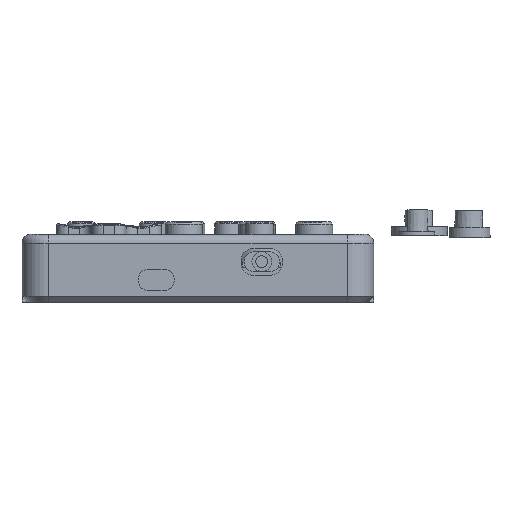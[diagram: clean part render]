
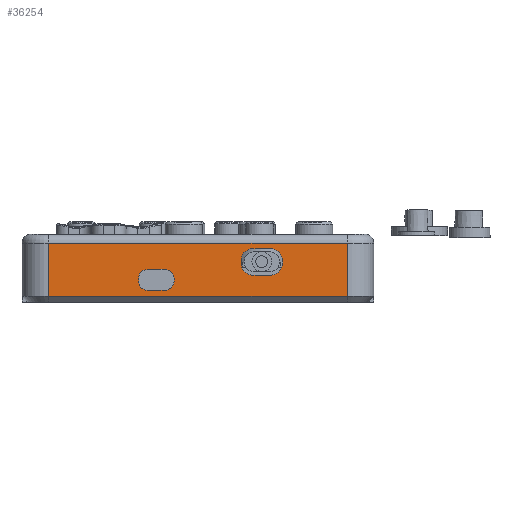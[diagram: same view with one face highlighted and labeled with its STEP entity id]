
A CAD part, front view. The second image highlights one B-rep face of the part: STEP entity #36254.
In plain terms, the highlighted planar face has unit normal (0, -1, 0).
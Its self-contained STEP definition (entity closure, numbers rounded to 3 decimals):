
#2422=FACE_BOUND('',#7237,.T.);
#2423=FACE_BOUND('',#7238,.T.);
#3321=CIRCLE('',#39350,3.);
#3322=CIRCLE('',#39351,3.);
#3323=CIRCLE('',#39352,3.);
#3324=CIRCLE('',#39353,3.);
#3325=CIRCLE('',#39354,4.);
#3326=CIRCLE('',#39355,4.);
#3327=CIRCLE('',#39356,4.);
#3328=CIRCLE('',#39357,4.);
#5053=FACE_OUTER_BOUND('',#7236,.T.);
#7236=EDGE_LOOP('',(#30786,#30787,#30788,#30789));
#7237=EDGE_LOOP('',(#30790,#30791,#30792,#30793,#30794,#30795,#30796,#30797));
#7238=EDGE_LOOP('',(#30798,#30799,#30800,#30801,#30802,#30803,#30804,#30805));
#10225=LINE('',#65187,#13587);
#10226=LINE('',#65189,#13588);
#10227=LINE('',#65191,#13589);
#10228=LINE('',#65192,#13590);
#10229=LINE('',#65197,#13591);
#10230=LINE('',#65201,#13592);
#10231=LINE('',#65205,#13593);
#10232=LINE('',#65208,#13594);
#10233=LINE('',#65211,#13595);
#10234=LINE('',#65215,#13596);
#10235=LINE('',#65219,#13597);
#10236=LINE('',#65223,#13598);
#13587=VECTOR('',#46812,1000.);
#13588=VECTOR('',#46813,1000.);
#13589=VECTOR('',#46814,1000.);
#13590=VECTOR('',#46815,1000.);
#13591=VECTOR('',#46818,1000.);
#13592=VECTOR('',#46821,1000.);
#13593=VECTOR('',#46824,1000.);
#13594=VECTOR('',#46827,1000.);
#13595=VECTOR('',#46828,1000.);
#13596=VECTOR('',#46831,1000.);
#13597=VECTOR('',#46834,1000.);
#13598=VECTOR('',#46837,1000.);
#17144=VERTEX_POINT('',#65185);
#17145=VERTEX_POINT('',#65186);
#17146=VERTEX_POINT('',#65188);
#17147=VERTEX_POINT('',#65190);
#17148=VERTEX_POINT('',#65193);
#17149=VERTEX_POINT('',#65194);
#17150=VERTEX_POINT('',#65196);
#17151=VERTEX_POINT('',#65198);
#17152=VERTEX_POINT('',#65200);
#17153=VERTEX_POINT('',#65202);
#17154=VERTEX_POINT('',#65204);
#17155=VERTEX_POINT('',#65206);
#17156=VERTEX_POINT('',#65209);
#17157=VERTEX_POINT('',#65210);
#17158=VERTEX_POINT('',#65212);
#17159=VERTEX_POINT('',#65214);
#17160=VERTEX_POINT('',#65216);
#17161=VERTEX_POINT('',#65218);
#17162=VERTEX_POINT('',#65220);
#17163=VERTEX_POINT('',#65222);
#21835=EDGE_CURVE('',#17144,#17145,#10225,.T.);
#21836=EDGE_CURVE('',#17145,#17146,#10226,.F.);
#21837=EDGE_CURVE('',#17147,#17146,#10227,.T.);
#21838=EDGE_CURVE('',#17147,#17144,#10228,.T.);
#21839=EDGE_CURVE('',#17148,#17149,#3321,.T.);
#21840=EDGE_CURVE('',#17148,#17150,#10229,.T.);
#21841=EDGE_CURVE('',#17151,#17150,#3322,.T.);
#21842=EDGE_CURVE('',#17151,#17152,#10230,.T.);
#21843=EDGE_CURVE('',#17153,#17152,#3323,.T.);
#21844=EDGE_CURVE('',#17154,#17153,#10231,.T.);
#21845=EDGE_CURVE('',#17155,#17154,#3324,.T.);
#21846=EDGE_CURVE('',#17149,#17155,#10232,.T.);
#21847=EDGE_CURVE('',#17156,#17157,#10233,.T.);
#21848=EDGE_CURVE('',#17158,#17156,#3325,.T.);
#21849=EDGE_CURVE('',#17159,#17158,#10234,.T.);
#21850=EDGE_CURVE('',#17160,#17159,#3326,.T.);
#21851=EDGE_CURVE('',#17160,#17161,#10235,.T.);
#21852=EDGE_CURVE('',#17162,#17161,#3327,.T.);
#21853=EDGE_CURVE('',#17162,#17163,#10236,.T.);
#21854=EDGE_CURVE('',#17157,#17163,#3328,.T.);
#30786=ORIENTED_EDGE('',*,*,#21835,.T.);
#30787=ORIENTED_EDGE('',*,*,#21836,.T.);
#30788=ORIENTED_EDGE('',*,*,#21837,.F.);
#30789=ORIENTED_EDGE('',*,*,#21838,.T.);
#30790=ORIENTED_EDGE('',*,*,#21839,.F.);
#30791=ORIENTED_EDGE('',*,*,#21840,.T.);
#30792=ORIENTED_EDGE('',*,*,#21841,.F.);
#30793=ORIENTED_EDGE('',*,*,#21842,.T.);
#30794=ORIENTED_EDGE('',*,*,#21843,.F.);
#30795=ORIENTED_EDGE('',*,*,#21844,.F.);
#30796=ORIENTED_EDGE('',*,*,#21845,.F.);
#30797=ORIENTED_EDGE('',*,*,#21846,.F.);
#30798=ORIENTED_EDGE('',*,*,#21847,.F.);
#30799=ORIENTED_EDGE('',*,*,#21848,.F.);
#30800=ORIENTED_EDGE('',*,*,#21849,.F.);
#30801=ORIENTED_EDGE('',*,*,#21850,.F.);
#30802=ORIENTED_EDGE('',*,*,#21851,.T.);
#30803=ORIENTED_EDGE('',*,*,#21852,.F.);
#30804=ORIENTED_EDGE('',*,*,#21853,.T.);
#30805=ORIENTED_EDGE('',*,*,#21854,.F.);
#34436=PLANE('',#39349);
#36254=ADVANCED_FACE('',(#5053,#2422,#2423),#34436,.T.);
#39349=AXIS2_PLACEMENT_3D('',#65184,#46810,#46811);
#39350=AXIS2_PLACEMENT_3D('',#65195,#46816,#46817);
#39351=AXIS2_PLACEMENT_3D('',#65199,#46819,#46820);
#39352=AXIS2_PLACEMENT_3D('',#65203,#46822,#46823);
#39353=AXIS2_PLACEMENT_3D('',#65207,#46825,#46826);
#39354=AXIS2_PLACEMENT_3D('',#65213,#46829,#46830);
#39355=AXIS2_PLACEMENT_3D('',#65217,#46832,#46833);
#39356=AXIS2_PLACEMENT_3D('',#65221,#46835,#46836);
#39357=AXIS2_PLACEMENT_3D('',#65224,#46838,#46839);
#46810=DIRECTION('center_axis',(0.,-1.,0.));
#46811=DIRECTION('ref_axis',(0.,0.,
-1.));
#46812=DIRECTION('',(0.,0.,1.));
#46813=DIRECTION('',(1.,0.,0.));
#46814=DIRECTION('',(0.,0.,1.));
#46815=DIRECTION('',(1.,0.,0.));
#46816=DIRECTION('center_axis',(0.,-1.,0.));
#46817=DIRECTION('ref_axis',(1.,0.,0.));
#46818=DIRECTION('',(0.,0.,1.));
#46819=DIRECTION('center_axis',(0.,-1.,0.));
#46820=DIRECTION('ref_axis',(1.,0.,0.));
#46821=DIRECTION('',(1.,0.,0.));
#46822=DIRECTION('center_axis',(0.,-1.,0.));
#46823=DIRECTION('ref_axis',(1.,0.,0.));
#46824=DIRECTION('',(0.,0.,1.));
#46825=DIRECTION('center_axis',(0.,-1.,0.));
#46826=DIRECTION('ref_axis',(1.,0.,0.));
#46827=DIRECTION('',(1.,0.,0.));
#46828=DIRECTION('',(0.,0.,1.));
#46829=DIRECTION('center_axis',(0.,-1.,0.));
#46830=DIRECTION('ref_axis',(1.,0.,0.));
#46831=DIRECTION('',(1.,0.,0.));
#46832=DIRECTION('center_axis',(0.,-1.,0.));
#46833=DIRECTION('ref_axis',(1.,0.,0.));
#46834=DIRECTION('',(0.,0.,1.));
#46835=DIRECTION('center_axis',(0.,-1.,0.));
#46836=DIRECTION('ref_axis',(1.,0.,0.));
#46837=DIRECTION('',(1.,0.,0.));
#46838=DIRECTION('center_axis',(0.,-1.,0.));
#46839=DIRECTION('ref_axis',(1.,0.,0.));
#65184=CARTESIAN_POINT('Origin',(-50.5,-58.,-18.));
#65185=CARTESIAN_POINT('',(50.5,-58.,-21.));
#65186=CARTESIAN_POINT('',(50.5,-58.,-3.));
#65187=CARTESIAN_POINT('',(50.5,-58.,-18.));
#65188=CARTESIAN_POINT('',(-50.5,-58.,-3.));
#65189=CARTESIAN_POINT('',(-50.5,-58.,-3.));
#65190=CARTESIAN_POINT('',(-50.5,-58.,-21.));
#65191=CARTESIAN_POINT('',(-50.5,-58.,-18.));
#65192=CARTESIAN_POINT('',(-50.5,-58.,-21.));
#65193=CARTESIAN_POINT('',(-20.073,-58.,-15.928));
#65194=CARTESIAN_POINT('',(-17.073,-58.,-18.928));
#65195=CARTESIAN_POINT('Origin',(-17.073,-58.,-15.928));
#65196=CARTESIAN_POINT('',(-20.073,-58.,-14.928));
#65197=CARTESIAN_POINT('',(-20.073,-58.,-15.428));
#65198=CARTESIAN_POINT('',(-17.073,-58.,-11.928));
#65199=CARTESIAN_POINT('Origin',(-17.073,-58.,-14.928));
#65200=CARTESIAN_POINT('',(-11.073,-58.,-11.928));
#65201=CARTESIAN_POINT('',(-14.073,-58.,-11.928));
#65202=CARTESIAN_POINT('',(-8.073,-58.,-14.928));
#65203=CARTESIAN_POINT('Origin',(-11.073,-58.,-14.928));
#65204=CARTESIAN_POINT('',(-8.073,-58.,-15.928));
#65205=CARTESIAN_POINT('',(-8.073,-58.,-15.428));
#65206=CARTESIAN_POINT('',(-11.073,-58.,-18.928));
#65207=CARTESIAN_POINT('Origin',(-11.073,-58.,-15.928));
#65208=CARTESIAN_POINT('',(-14.073,-58.,-18.928));
#65209=CARTESIAN_POINT('',(28.625,-58.,-9.857));
#65210=CARTESIAN_POINT('',(28.625,-58.,-8.857));
#65211=CARTESIAN_POINT('',(28.625,-58.,-9.357));
#65212=CARTESIAN_POINT('',(24.625,-58.,-13.857));
#65213=CARTESIAN_POINT('Origin',(24.625,-58.,-9.857));
#65214=CARTESIAN_POINT('',(18.625,-58.,-13.857));
#65215=CARTESIAN_POINT('',(21.625,-58.,-13.857));
#65216=CARTESIAN_POINT('',(14.625,-58.,-9.857));
#65217=CARTESIAN_POINT('Origin',(18.625,-58.,-9.857));
#65218=CARTESIAN_POINT('',(14.625,-58.,-8.857));
#65219=CARTESIAN_POINT('',(14.625,-58.,-9.357));
#65220=CARTESIAN_POINT('',(18.625,-58.,-4.857));
#65221=CARTESIAN_POINT('Origin',(18.625,-58.,-8.857));
#65222=CARTESIAN_POINT('',(24.625,-58.,-4.857));
#65223=CARTESIAN_POINT('',(21.625,-58.,-4.857));
#65224=CARTESIAN_POINT('Origin',(24.625,-58.,-8.857));
